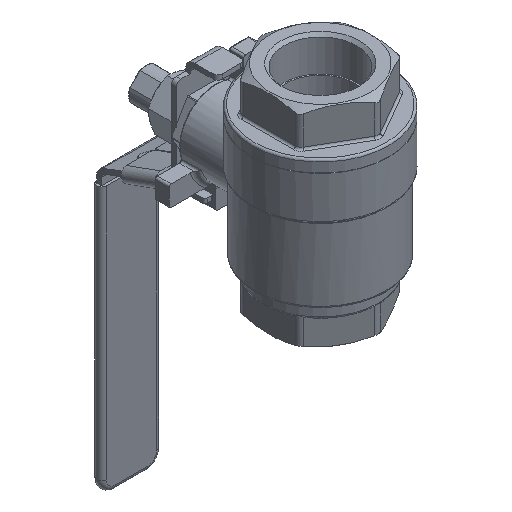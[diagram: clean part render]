
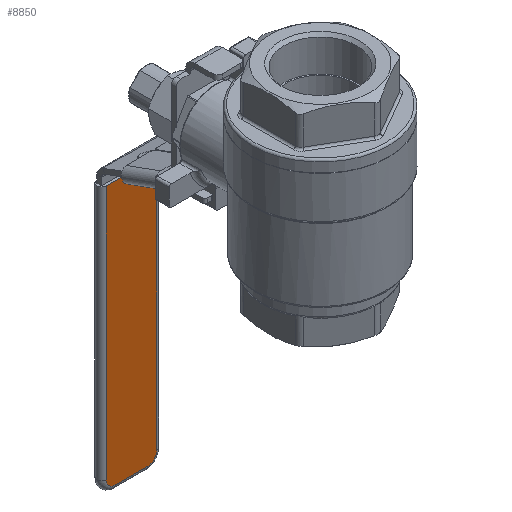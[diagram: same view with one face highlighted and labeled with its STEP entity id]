
A CAD part, isometric view. The second image highlights one B-rep face of the part: STEP entity #8850.
In plain terms, the highlighted planar face has unit normal (0, -1, 0).
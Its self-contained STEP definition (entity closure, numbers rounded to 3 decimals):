
#308=PLANE('',#9679);
#962=FACE_OUTER_BOUND('',#1468,.T.);
#1468=EDGE_LOOP('',(#6785,#6786,#6787,#6788,#6789,#6790));
#1945=CIRCLE('',#9680,3.158);
#1946=CIRCLE('',#9681,3.158);
#2327=LINE('',#15067,#3027);
#2328=LINE('',#15071,#3028);
#2329=LINE('',#15075,#3029);
#2330=LINE('',#15076,#3030);
#3027=VECTOR('',#11149,15.789);
#3028=VECTOR('',#11152,15.789);
#3029=VECTOR('',#11155,15.789);
#3030=VECTOR('',#11156,15.789);
#3854=VERTEX_POINT('',#15065);
#3855=VERTEX_POINT('',#15066);
#3856=VERTEX_POINT('',#15068);
#3857=VERTEX_POINT('',#15070);
#3858=VERTEX_POINT('',#15072);
#3859=VERTEX_POINT('',#15074);
#4894=EDGE_CURVE('',#3854,#3855,#2327,.T.);
#4895=EDGE_CURVE('',#3856,#3854,#1945,.T.);
#4896=EDGE_CURVE('',#3857,#3856,#2328,.T.);
#4897=EDGE_CURVE('',#3858,#3857,#1946,.T.);
#4898=EDGE_CURVE('',#3859,#3858,#2329,.T.);
#4899=EDGE_CURVE('',#3859,#3855,#2330,.T.);
#6785=ORIENTED_EDGE('',*,*,#4894,.F.);
#6786=ORIENTED_EDGE('',*,*,#4895,.F.);
#6787=ORIENTED_EDGE('',*,*,#4896,.F.);
#6788=ORIENTED_EDGE('',*,*,#4897,.F.);
#6789=ORIENTED_EDGE('',*,*,#4898,.F.);
#6790=ORIENTED_EDGE('',*,*,#4899,.T.);
#8850=ADVANCED_FACE('',(#962),#308,.T.);
#9679=AXIS2_PLACEMENT_3D('',#15064,#11147,#11148);
#9680=AXIS2_PLACEMENT_3D('',#15069,#11150,#11151);
#9681=AXIS2_PLACEMENT_3D('',#15073,#11153,#11154);
#11147=DIRECTION('center_axis',(0.,-1.,0.));
#11148=DIRECTION('ref_axis',(-1.,0.,0.));
#11149=DIRECTION('',(0.,0.,1.));
#11150=DIRECTION('center_axis',(0.,1.,0.));
#11151=DIRECTION('ref_axis',(-0.707,0.,-0.707));
#11152=DIRECTION('',(-1.,0.,0.));
#11153=DIRECTION('center_axis',(0.,1.,0.));
#11154=DIRECTION('ref_axis',(0.707,0.,-0.707));
#11155=DIRECTION('',(0.,0.,-1.));
#11156=DIRECTION('',(-1.,0.,0.));
#15064=CARTESIAN_POINT('Origin',(13.158,24.589,-33.184));
#15065=CARTESIAN_POINT('',(-5.789,24.589,-120.477));
#15066=CARTESIAN_POINT('',(-5.789,24.589,-33.184));
#15067=CARTESIAN_POINT('',(-5.789,24.589,-33.184));
#15068=CARTESIAN_POINT('',(-2.632,24.589,-123.635));
#15069=CARTESIAN_POINT('Origin',(-2.632,24.589,-120.477));
#15070=CARTESIAN_POINT('',(8.421,24.589,-123.635));
#15071=CARTESIAN_POINT('',(8.026,24.589,-123.635));
#15072=CARTESIAN_POINT('',(11.579,24.589,-120.477));
#15073=CARTESIAN_POINT('Origin',(8.421,24.589,-120.477));
#15074=CARTESIAN_POINT('',(11.579,24.589,-33.184));
#15075=CARTESIAN_POINT('',(11.579,24.589,-33.184));
#15076=CARTESIAN_POINT('',(13.158,24.589,-33.184));
